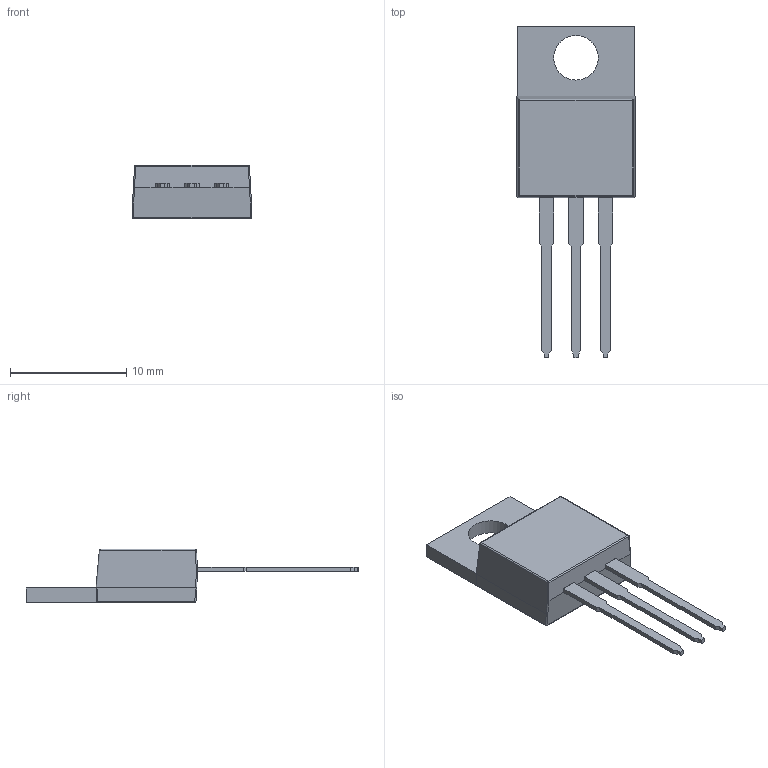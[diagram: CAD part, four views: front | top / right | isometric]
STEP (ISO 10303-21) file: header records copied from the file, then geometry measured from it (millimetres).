
FILE_DESCRIPTION (( 'STEP AP203' ), '1' );
FILE_NAME ('TO220AC-3PIN.STEP', '2021-03-15T01:14:52', ( '' ), ( '' ), 'SwSTEP 2.0', 'SolidWorks 2019', '' );
FILE_SCHEMA (( 'CONFIG_CONTROL_DESIGN' ));
Length unit declared in the file: millimetre
Products named in the file (9): lead-R; Al wire-die; TO220AC-3PIN; body; chip; solder; lead-L; 錨璃1^TO220AC-3PIN; Heatsink
Assembly tree (10 placements, depth 2):
  TO220AC-3PIN
    chip  x2
    solder  x2
    lead-R
    lead-L
    body
    Heatsink
    Al wire-die  x2
  錨璃1^TO220AC-3PIN
Bounding box: 10.25 x 28.6 x 4.6 mm (x, y, z)
Volume: 480.7 mm3; surface area: 928.9 mm2
Topology: 10 solids, 10 shells, 344 faces, 874 edges, 548 vertices
Faces by surface type: plane 262, cylinder 46, bspline 28, sphere 8
Entity records: 10575 total; most frequent: CARTESIAN_POINT 2083, ORIENTED_EDGE 1600, DIRECTION 1481, EDGE_CURVE 800, LINE 701, VECTOR 701, VERTEX_POINT 504, AXIS2_PLACEMENT_3D 390
